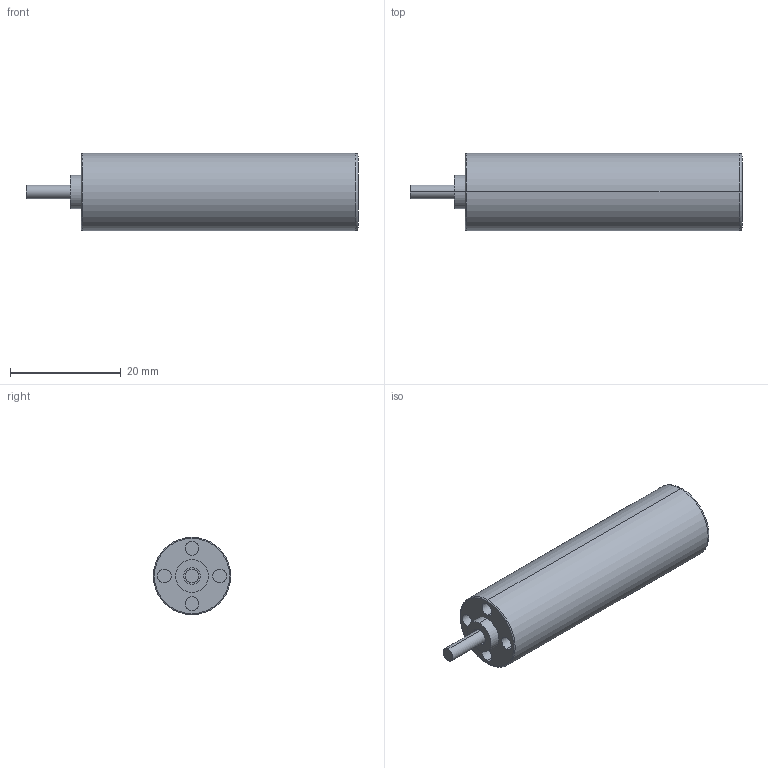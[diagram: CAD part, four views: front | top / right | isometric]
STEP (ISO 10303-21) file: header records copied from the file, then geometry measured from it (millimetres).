
FILE_DESCRIPTION (( 'STEP AP203' ), '1' );
FILE_NAME ('Dribbling motor.STEP', '2018-06-11T03:08:09', ( '' ), ( '' ), 'SwSTEP 2.0', 'SolidWorks 2016', '' );
FILE_SCHEMA (( 'CONFIG_CONTROL_DESIGN' ));
Length unit declared in the file: millimetre
Products named in the file (1): Dribbling motor
Bounding box: 60 x 14 x 14 mm (x, y, z)
Volume: 7702.8 mm3; surface area: 2789 mm2
Topology: 1 solids, 1 shells, 29 faces, 56 edges, 36 vertices
Faces by surface type: cylinder 16, plane 9, torus 4
Entity records: 835 total; most frequent: DIRECTION 156, CARTESIAN_POINT 122, ORIENTED_EDGE 112, AXIS2_PLACEMENT_3D 70, EDGE_CURVE 56, CIRCLE 40, EDGE_LOOP 36, VERTEX_POINT 36
